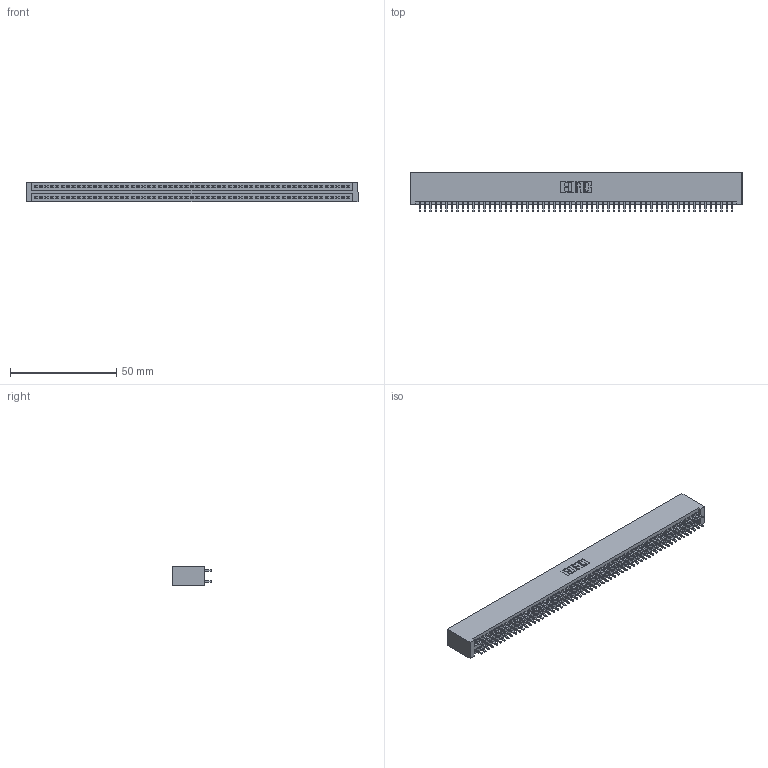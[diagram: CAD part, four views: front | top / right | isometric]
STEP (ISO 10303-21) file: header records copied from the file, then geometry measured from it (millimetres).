
FILE_DESCRIPTION (( 'STEP AP203' ), '1' );
FILE_NAME ('345-118-521-201.STEP', '2019-11-05T18:36:39', ( '' ), ( '' ), 'SwSTEP 2.0', 'SolidWorks 2016', '' );
FILE_SCHEMA (( 'CONFIG_CONTROL_DESIGN' ));
Length unit declared in the file: inch
Products named in the file (3): 345 Part_No Mounting Lugs; 345-292-001_345-293-121; 345-118-521-201
Assembly tree (119 placements, depth 2):
  345-118-521-201
    345 Part_No Mounting Lugs
    345-292-001_345-293-121  x118
Bounding box: 156.46 x 18.72 x 9.4 mm (x, y, z)
Volume: 15924.6 mm3; surface area: 23858.3 mm2
Topology: 119 solids, 119 shells, 6018 faces, 17899 edges, 11774 vertices
Faces by surface type: plane 3970, cylinder 2048
Entity records: 43745 total; most frequent: CARTESIAN_POINT 7316, ORIENTED_EDGE 7250, DIRECTION 6425, EDGE_CURVE 3625, LINE 3265, VECTOR 3265, VERTEX_POINT 2414, AXIS2_PLACEMENT_3D 1580
